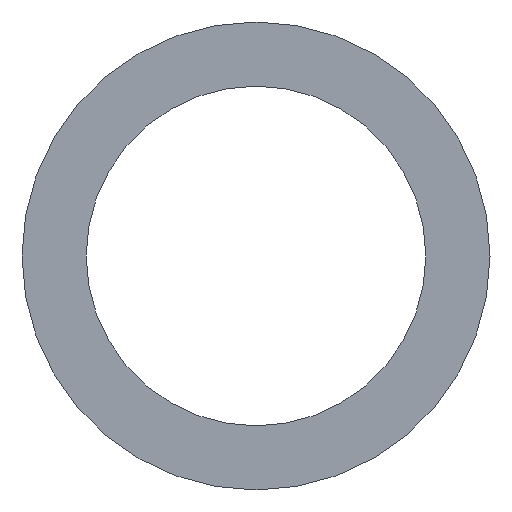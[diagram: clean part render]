
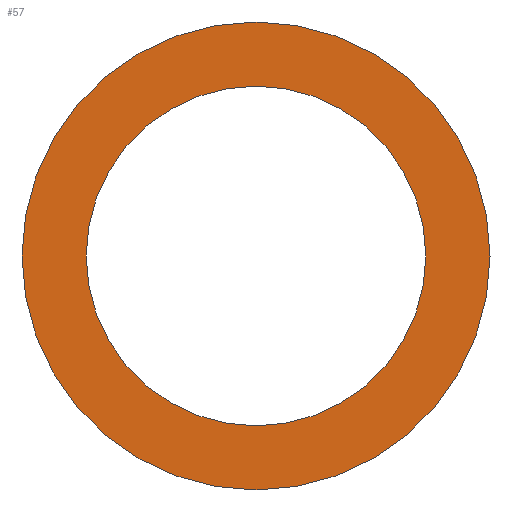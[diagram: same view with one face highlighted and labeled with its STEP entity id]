
A CAD part, left-side view. The second image highlights one B-rep face of the part: STEP entity #57.
In plain terms, the highlighted planar face has unit normal (-1, 0, 0).
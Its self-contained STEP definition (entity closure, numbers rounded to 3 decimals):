
#55 = VERTEX_POINT( '', #127 );
#57 = ADVANCED_FACE( '', ( #129, #130 ), #131, .F. );
#63 = VERTEX_POINT( '', #139 );
#65 = EDGE_CURVE( '', #93, #69, #141, .T. );
#69 = VERTEX_POINT( '', #145 );
#71 = EDGE_CURVE( '', #69, #93, #147, .T. );
#73 = EDGE_CURVE( '', #55, #63, #149, .T. );
#93 = VERTEX_POINT( '', #171 );
#103 = EDGE_CURVE( '', #63, #55, #181, .T. );
#127 = CARTESIAN_POINT( '', ( 0., 0., 50.8 ) );
#129 = FACE_OUTER_BOUND( '', #197, .T. );
#130 = FACE_BOUND( '', #198, .T. );
#131 = PLANE( '', #199 );
#139 = CARTESIAN_POINT( '', ( 0., 0., -50.8 ) );
#141 = CIRCLE( '', #210, 70. );
#145 = CARTESIAN_POINT( '', ( 0., 0., -70. ) );
#147 = CIRCLE( '', #218, 70. );
#149 = CIRCLE( '', #221, 50.8 );
#171 = CARTESIAN_POINT( '', ( 0., 0., 70. ) );
#181 = CIRCLE( '', #264, 50.8 );
#197 = EDGE_LOOP( '', ( #275, #276 ) );
#198 = EDGE_LOOP( '', ( #277, #278 ) );
#199 = AXIS2_PLACEMENT_3D( '', #279, #280, #281 );
#210 = AXIS2_PLACEMENT_3D( '', #298, #299, #300 );
#218 = AXIS2_PLACEMENT_3D( '', #304, #305, #306 );
#221 = AXIS2_PLACEMENT_3D( '', #307, #308, #309 );
#264 = AXIS2_PLACEMENT_3D( '', #340, #341, #342 );
#275 = ORIENTED_EDGE( '', *, *, #71, .F. );
#276 = ORIENTED_EDGE( '', *, *, #65, .F. );
#277 = ORIENTED_EDGE( '', *, *, #103, .T. );
#278 = ORIENTED_EDGE( '', *, *, #73, .T. );
#279 = CARTESIAN_POINT( '', ( 0., 0., 0. ) );
#280 = DIRECTION( '', ( 1., 0., 0. ) );
#281 = DIRECTION( '', ( 0., 0., -1. ) );
#298 = CARTESIAN_POINT( '', ( 0., 0., 0. ) );
#299 = DIRECTION( '', ( 1., 0., 0. ) );
#300 = DIRECTION( '', ( 0., 0., -1. ) );
#304 = CARTESIAN_POINT( '', ( 0., 0., 0. ) );
#305 = DIRECTION( '', ( 1., 0., 0. ) );
#306 = DIRECTION( '', ( 0., 0., -1. ) );
#307 = CARTESIAN_POINT( '', ( 0., 0., 0. ) );
#308 = DIRECTION( '', ( 1., 0., 0. ) );
#309 = DIRECTION( '', ( 0., 0., -1. ) );
#340 = CARTESIAN_POINT( '', ( 0., 0., 0. ) );
#341 = DIRECTION( '', ( 1., 0., 0. ) );
#342 = DIRECTION( '', ( 0., 0., -1. ) );
